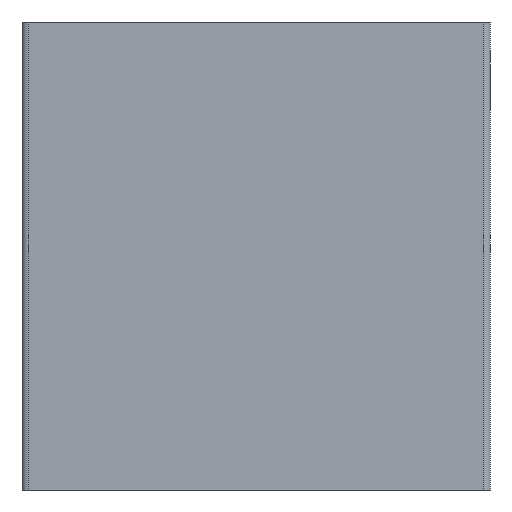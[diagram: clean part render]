
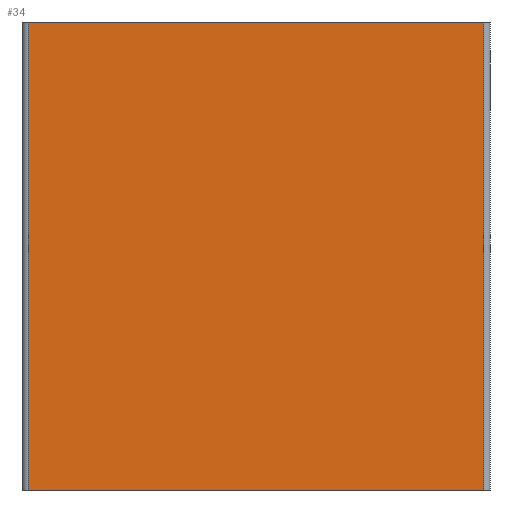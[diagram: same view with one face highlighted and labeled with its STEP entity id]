
A CAD part, front view. The second image highlights one B-rep face of the part: STEP entity #34.
In plain terms, the highlighted planar face has unit normal (0, -1, 0).
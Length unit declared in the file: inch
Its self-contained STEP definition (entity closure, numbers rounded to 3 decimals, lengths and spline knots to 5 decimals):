
#34 = ADVANCED_FACE ( 'NONE', ( #88 ), #254, .T. ) ;
#38 = CARTESIAN_POINT ( 'NONE',  ( 3.842, 0., 3.95 ) ) ;
#54 = EDGE_CURVE ( 'NONE', #267, #512, #682, .T. ) ;
#88 = FACE_OUTER_BOUND ( 'NONE', #626, .T. ) ;
#113 = EDGE_CURVE ( 'NONE', #512, #223, #191, .T. ) ;
#128 = VECTOR ( 'NONE', #761, 39.37008 ) ;
#137 = CARTESIAN_POINT ( 'NONE',  ( -3.95, 0., -3.95 ) ) ;
#138 = ORIENTED_EDGE ( 'NONE', *, *, #113, .T. ) ;
#145 = LINE ( 'NONE', #454, #128 ) ;
#147 = DIRECTION ( 'NONE',  ( 0., 0., -1. ) ) ;
#185 = EDGE_CURVE ( 'NONE', #609, #267, #537, .T. ) ;
#191 = LINE ( 'NONE', #391, #246 ) ;
#223 = VERTEX_POINT ( 'NONE', #38 ) ;
#226 = CARTESIAN_POINT ( 'NONE',  ( -3.842, 0., -3.95 ) ) ;
#238 = CARTESIAN_POINT ( 'NONE',  ( -3.842, 0., 3.95 ) ) ;
#246 = VECTOR ( 'NONE', #567, 39.37008 ) ;
#250 = AXIS2_PLACEMENT_3D ( 'NONE', #137, #334, #147 ) ;
#254 = PLANE ( 'NONE',  #250 ) ;
#267 = VERTEX_POINT ( 'NONE', #347 ) ;
#334 = DIRECTION ( 'NONE',  ( 0., -1., 0. ) ) ;
#342 = EDGE_CURVE ( 'NONE', #223, #609, #145, .T. ) ;
#347 = CARTESIAN_POINT ( 'NONE',  ( -3.842, 0., -3.95 ) ) ;
#366 = ORIENTED_EDGE ( 'NONE', *, *, #54, .T. ) ;
#391 = CARTESIAN_POINT ( 'NONE',  ( 3.842, 0., -3.95 ) ) ;
#396 = ORIENTED_EDGE ( 'NONE', *, *, #185, .T. ) ;
#413 = VECTOR ( 'NONE', #643, 39.37008 ) ;
#454 = CARTESIAN_POINT ( 'NONE',  ( -3.95, 0., 3.95 ) ) ;
#486 = CARTESIAN_POINT ( 'NONE',  ( 3.842, 0., -3.95 ) ) ;
#512 = VERTEX_POINT ( 'NONE', #486 ) ;
#535 = ORIENTED_EDGE ( 'NONE', *, *, #342, .T. ) ;
#537 = LINE ( 'NONE', #226, #413 ) ;
#567 = DIRECTION ( 'NONE',  ( 0., 0., 1. ) ) ;
#570 = DIRECTION ( 'NONE',  ( 1., 0., 0. ) ) ;
#583 = VECTOR ( 'NONE', #570, 39.37008 ) ;
#609 = VERTEX_POINT ( 'NONE', #238 ) ;
#626 = EDGE_LOOP ( 'NONE', ( #366, #138, #535, #396 ) ) ;
#636 = CARTESIAN_POINT ( 'NONE',  ( -3.95, 0., -3.95 ) ) ;
#643 = DIRECTION ( 'NONE',  ( 0., 0., -1. ) ) ;
#682 = LINE ( 'NONE', #636, #583 ) ;
#761 = DIRECTION ( 'NONE',  ( -1., 0., 0. ) ) ;
